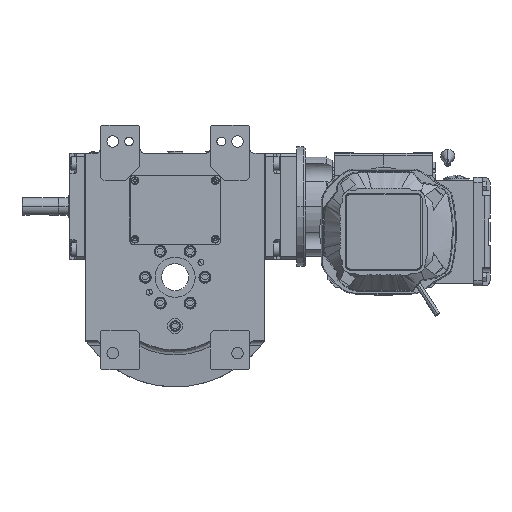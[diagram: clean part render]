
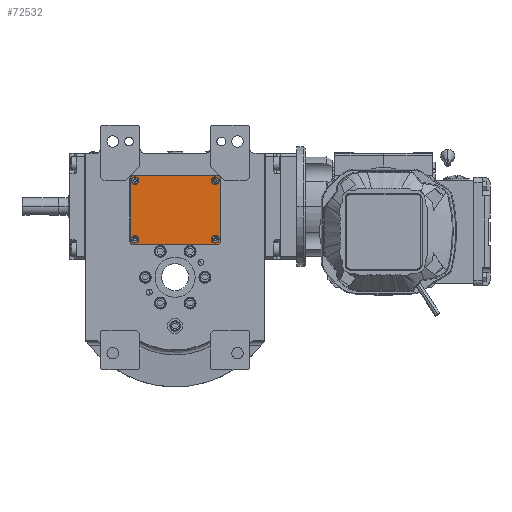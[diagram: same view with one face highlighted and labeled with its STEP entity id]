
A CAD part, front view. The second image highlights one B-rep face of the part: STEP entity #72532.
In plain terms, the highlighted face is planar.
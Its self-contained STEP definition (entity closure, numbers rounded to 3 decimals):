
#370 = EDGE_CURVE ( 'NONE', #73007, #22437, #29270, .T. ) ;
#1341 = CARTESIAN_POINT ( 'NONE',  ( 40.5, 27., 3. ) ) ;
#1514 = CARTESIAN_POINT ( 'NONE',  ( 37., 27., 3. ) ) ;
#2606 = LINE ( 'NONE', #32015, #63126 ) ;
#3247 = ORIENTED_EDGE ( 'NONE', *, *, #58349, .F. ) ;
#3546 = EDGE_CURVE ( 'NONE', #27818, #87361, #71244, .T. ) ;
#5618 = FACE_OUTER_BOUND ( 'NONE', #55773, .T. ) ;
#6140 = DIRECTION ( 'NONE',  ( 0., 0., 1. ) ) ;
#6175 = EDGE_LOOP ( 'NONE', ( #44570, #33878 ) ) ;
#6475 = CARTESIAN_POINT ( 'NONE',  ( 39.5, 31.5, 3. ) ) ;
#6670 = CARTESIAN_POINT ( 'NONE',  ( 39.5, -31.5, 3. ) ) ;
#6851 = EDGE_CURVE ( 'NONE', #44239, #18726, #84171, .T. ) ;
#7515 = CIRCLE ( 'NONE', #46025, 3.5 ) ;
#7819 = VERTEX_POINT ( 'NONE', #72223 ) ;
#8356 = ORIENTED_EDGE ( 'NONE', *, *, #51626, .T. ) ;
#8606 = VERTEX_POINT ( 'NONE', #88253 ) ;
#10306 = CARTESIAN_POINT ( 'NONE',  ( 39.5, -31.5, 3. ) ) ;
#10742 = EDGE_CURVE ( 'NONE', #31565, #8606, #43946, .T. ) ;
#11216 = CARTESIAN_POINT ( 'NONE',  ( -40.5, 27., 3. ) ) ;
#11287 = LINE ( 'NONE', #39244, #70318 ) ;
#11487 = CIRCLE ( 'NONE', #57668, 3.5 ) ;
#11685 = ORIENTED_EDGE ( 'NONE', *, *, #39208, .T. ) ;
#11754 = LINE ( 'NONE', #48367, #82743 ) ;
#14078 = ORIENTED_EDGE ( 'NONE', *, *, #53499, .T. ) ;
#14434 = CARTESIAN_POINT ( 'NONE',  ( -37., 27., 3. ) ) ;
#16644 = DIRECTION ( 'NONE',  ( -1., 0., 0. ) ) ;
#18401 = VECTOR ( 'NONE', #25464, 1000. ) ;
#18726 = VERTEX_POINT ( 'NONE', #22870 ) ;
#19792 = VERTEX_POINT ( 'NONE', #73685 ) ;
#19864 = LINE ( 'NONE', #56978, #57638 ) ;
#20289 = CIRCLE ( 'NONE', #37203, 3.5 ) ;
#20659 = ORIENTED_EDGE ( 'NONE', *, *, #10742, .F. ) ;
#22437 = VERTEX_POINT ( 'NONE', #11216 ) ;
#22450 = FACE_BOUND ( 'NONE', #71304, .T. ) ;
#22604 = CIRCLE ( 'NONE', #42634, 3.5 ) ;
#22818 = CARTESIAN_POINT ( 'NONE',  ( -33.5, 27., 3. ) ) ;
#22870 = CARTESIAN_POINT ( 'NONE',  ( -40.5, -27., 3. ) ) ;
#25464 = DIRECTION ( 'NONE',  ( 0., -1., 0. ) ) ;
#26602 = CARTESIAN_POINT ( 'NONE',  ( -37., -27., 3. ) ) ;
#27781 = DIRECTION ( 'NONE',  ( 1., 0., 0. ) ) ;
#27818 = VERTEX_POINT ( 'NONE', #81075 ) ;
#27917 = DIRECTION ( 'NONE',  ( 0., 0., 1. ) ) ;
#28303 = EDGE_CURVE ( 'NONE', #64335, #7819, #22604, .T. ) ;
#29135 = VERTEX_POINT ( 'NONE', #63587 ) ;
#29270 = CIRCLE ( 'NONE', #83204, 3.5 ) ;
#30459 = DIRECTION ( 'NONE',  ( 1., 0., 0. ) ) ;
#31059 = DIRECTION ( 'NONE',  ( 0., 0., 1. ) ) ;
#31110 = CARTESIAN_POINT ( 'NONE',  ( 37., 27., 3. ) ) ;
#31565 = VERTEX_POINT ( 'NONE', #1341 ) ;
#31880 = VERTEX_POINT ( 'NONE', #83918 ) ;
#31971 = DIRECTION ( 'NONE',  ( 0.707, 0.707, 0. ) ) ;
#32015 = CARTESIAN_POINT ( 'NONE',  ( 41.5, -29.5, 3. ) ) ;
#32472 = CIRCLE ( 'NONE', #84860, 3.5 ) ;
#33878 = ORIENTED_EDGE ( 'NONE', *, *, #53906, .F. ) ;
#35011 = FACE_BOUND ( 'NONE', #6175, .T. ) ;
#35485 = FACE_BOUND ( 'NONE', #66873, .T. ) ;
#35534 = DIRECTION ( 'NONE',  ( -1., 0., 0. ) ) ;
#35901 = VERTEX_POINT ( 'NONE', #76141 ) ;
#36161 = EDGE_CURVE ( 'NONE', #22437, #73007, #11487, .T. ) ;
#36596 = DIRECTION ( 'NONE',  ( 0., 0., 1. ) ) ;
#37164 = ORIENTED_EDGE ( 'NONE', *, *, #37933, .T. ) ;
#37203 = AXIS2_PLACEMENT_3D ( 'NONE', #63301, #41597, #92304 ) ;
#37933 = EDGE_CURVE ( 'NONE', #50935, #29135, #91359, .T. ) ;
#38287 = CARTESIAN_POINT ( 'NONE',  ( 37., -27., 3. ) ) ;
#39208 = EDGE_CURVE ( 'NONE', #29135, #27818, #2606, .T. ) ;
#39244 = CARTESIAN_POINT ( 'NONE',  ( -39.5, 31.5, 3. ) ) ;
#41548 = DIRECTION ( 'NONE',  ( 0.707, -0.707, 0. ) ) ;
#41597 = DIRECTION ( 'NONE',  ( 0., 0., 1. ) ) ;
#42634 = AXIS2_PLACEMENT_3D ( 'NONE', #38287, #31059, #60964 ) ;
#42790 = CARTESIAN_POINT ( 'NONE',  ( -37., 27., 3. ) ) ;
#43512 = CARTESIAN_POINT ( 'NONE',  ( -41.5, 29.5, 3. ) ) ;
#43689 = FACE_BOUND ( 'NONE', #59593, .T. ) ;
#43946 = CIRCLE ( 'NONE', #67095, 3.5 ) ;
#44239 = VERTEX_POINT ( 'NONE', #68649 ) ;
#44570 = ORIENTED_EDGE ( 'NONE', *, *, #6851, .F. ) ;
#46025 = AXIS2_PLACEMENT_3D ( 'NONE', #84903, #27917, #48173 ) ;
#46397 = LINE ( 'NONE', #80173, #87613 ) ;
#48173 = DIRECTION ( 'NONE',  ( -1., 0., 0. ) ) ;
#48367 = CARTESIAN_POINT ( 'NONE',  ( 39.5, 31.5, 3. ) ) ;
#50407 = ORIENTED_EDGE ( 'NONE', *, *, #36161, .F. ) ;
#50935 = VERTEX_POINT ( 'NONE', #6670 ) ;
#51519 = DIRECTION ( 'NONE',  ( 1., 0., 0. ) ) ;
#51626 = EDGE_CURVE ( 'NONE', #31880, #76178, #11287, .T. ) ;
#53411 = ORIENTED_EDGE ( 'NONE', *, *, #69675, .F. ) ;
#53499 = EDGE_CURVE ( 'NONE', #19792, #35901, #46397, .T. ) ;
#53712 = DIRECTION ( 'NONE',  ( -0.707, -0.707, 0. ) ) ;
#53906 = EDGE_CURVE ( 'NONE', #18726, #44239, #7515, .T. ) ;
#55773 = EDGE_LOOP ( 'NONE', ( #11685, #85199, #74357, #8356, #74869, #14078, #69590, #37164 ) ) ;
#56000 = DIRECTION ( 'NONE',  ( 1., 0., 0. ) ) ;
#56978 = CARTESIAN_POINT ( 'NONE',  ( -39.5, -31.5, 3. ) ) ;
#57638 = VECTOR ( 'NONE', #86473, 1000. ) ;
#57668 = AXIS2_PLACEMENT_3D ( 'NONE', #42790, #6140, #35534 ) ;
#58136 = DIRECTION ( 'NONE',  ( 0., 0., 1. ) ) ;
#58349 = EDGE_CURVE ( 'NONE', #7819, #64335, #20289, .T. ) ;
#59593 = EDGE_LOOP ( 'NONE', ( #62524, #3247 ) ) ;
#60944 = EDGE_CURVE ( 'NONE', #35901, #50935, #19864, .T. ) ;
#60964 = DIRECTION ( 'NONE',  ( 1., 0., 0. ) ) ;
#61424 = DIRECTION ( 'NONE',  ( -1., 0., 0. ) ) ;
#61445 = DIRECTION ( 'NONE',  ( 0., 1., 0. ) ) ;
#62118 = LINE ( 'NONE', #91588, #18401 ) ;
#62524 = ORIENTED_EDGE ( 'NONE', *, *, #28303, .F. ) ;
#63126 = VECTOR ( 'NONE', #61445, 1000. ) ;
#63301 = CARTESIAN_POINT ( 'NONE',  ( 37., -27., 3. ) ) ;
#63494 = CARTESIAN_POINT ( 'NONE',  ( 41.5, 29.5, 3. ) ) ;
#63587 = CARTESIAN_POINT ( 'NONE',  ( 41.5, -29.5, 3. ) ) ;
#64335 = VERTEX_POINT ( 'NONE', #64866 ) ;
#64866 = CARTESIAN_POINT ( 'NONE',  ( 40.5, -27., 3. ) ) ;
#66056 = VECTOR ( 'NONE', #31971, 1000. ) ;
#66873 = EDGE_LOOP ( 'NONE', ( #72412, #50407 ) ) ;
#67095 = AXIS2_PLACEMENT_3D ( 'NONE', #1514, #73918, #30459 ) ;
#68649 = CARTESIAN_POINT ( 'NONE',  ( -33.5, -27., 3. ) ) ;
#69590 = ORIENTED_EDGE ( 'NONE', *, *, #60944, .T. ) ;
#69675 = EDGE_CURVE ( 'NONE', #8606, #31565, #32472, .T. ) ;
#70318 = VECTOR ( 'NONE', #53712, 1000. ) ;
#71244 = LINE ( 'NONE', #63494, #77370 ) ;
#71304 = EDGE_LOOP ( 'NONE', ( #20659, #53411 ) ) ;
#72223 = CARTESIAN_POINT ( 'NONE',  ( 33.5, -27., 3. ) ) ;
#72412 = ORIENTED_EDGE ( 'NONE', *, *, #370, .F. ) ;
#72532 = ADVANCED_FACE ( 'NONE', ( #5618, #22450, #35485, #43689, #35011 ), #95332, .T. ) ;
#73007 = VERTEX_POINT ( 'NONE', #22818 ) ;
#73685 = CARTESIAN_POINT ( 'NONE',  ( -41.5, -29.5, 3. ) ) ;
#73918 = DIRECTION ( 'NONE',  ( 0., 0., 1. ) ) ;
#74357 = ORIENTED_EDGE ( 'NONE', *, *, #80090, .T. ) ;
#74869 = ORIENTED_EDGE ( 'NONE', *, *, #76875, .T. ) ;
#76141 = CARTESIAN_POINT ( 'NONE',  ( -39.5, -31.5, 3. ) ) ;
#76178 = VERTEX_POINT ( 'NONE', #43512 ) ;
#76875 = EDGE_CURVE ( 'NONE', #76178, #19792, #62118, .T. ) ;
#77302 = DIRECTION ( 'NONE',  ( 0., 0., 1. ) ) ;
#77370 = VECTOR ( 'NONE', #93466, 1000. ) ;
#80090 = EDGE_CURVE ( 'NONE', #87361, #31880, #11754, .T. ) ;
#80173 = CARTESIAN_POINT ( 'NONE',  ( -41.5, -29.5, 3. ) ) ;
#81075 = CARTESIAN_POINT ( 'NONE',  ( 41.5, 29.5, 3. ) ) ;
#82743 = VECTOR ( 'NONE', #61424, 1000. ) ;
#82773 = DIRECTION ( 'NONE',  ( 0., 0., 1. ) ) ;
#83204 = AXIS2_PLACEMENT_3D ( 'NONE', #14434, #36596, #51519 ) ;
#83918 = CARTESIAN_POINT ( 'NONE',  ( -39.5, 31.5, 3. ) ) ;
#84171 = CIRCLE ( 'NONE', #87284, 3.5 ) ;
#84860 = AXIS2_PLACEMENT_3D ( 'NONE', #31110, #82773, #16644 ) ;
#84903 = CARTESIAN_POINT ( 'NONE',  ( -37., -27., 3. ) ) ;
#85199 = ORIENTED_EDGE ( 'NONE', *, *, #3546, .T. ) ;
#86473 = DIRECTION ( 'NONE',  ( 1., 0., 0. ) ) ;
#87284 = AXIS2_PLACEMENT_3D ( 'NONE', #26602, #77302, #56000 ) ;
#87361 = VERTEX_POINT ( 'NONE', #6475 ) ;
#87613 = VECTOR ( 'NONE', #41548, 1000. ) ;
#87716 = AXIS2_PLACEMENT_3D ( 'NONE', #88094, #58136, #27781 ) ;
#88094 = CARTESIAN_POINT ( 'NONE',  ( 0., 0., 3. ) ) ;
#88253 = CARTESIAN_POINT ( 'NONE',  ( 33.5, 27., 3. ) ) ;
#91359 = LINE ( 'NONE', #10306, #66056 ) ;
#91588 = CARTESIAN_POINT ( 'NONE',  ( -41.5, 29.5, 3. ) ) ;
#92304 = DIRECTION ( 'NONE',  ( -1., 0., 0. ) ) ;
#93466 = DIRECTION ( 'NONE',  ( -0.707, 0.707, 0. ) ) ;
#95332 = PLANE ( 'NONE',  #87716 ) ;
